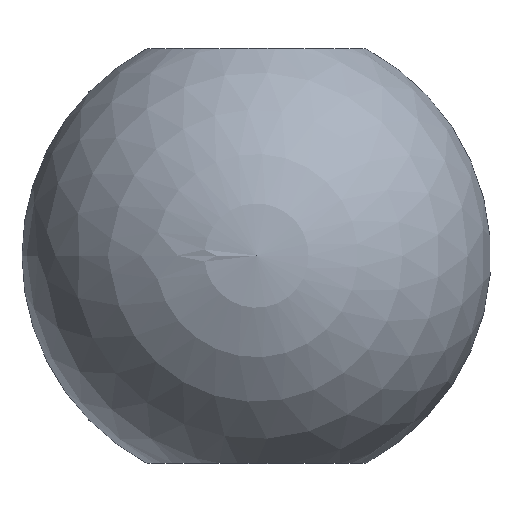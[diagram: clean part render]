
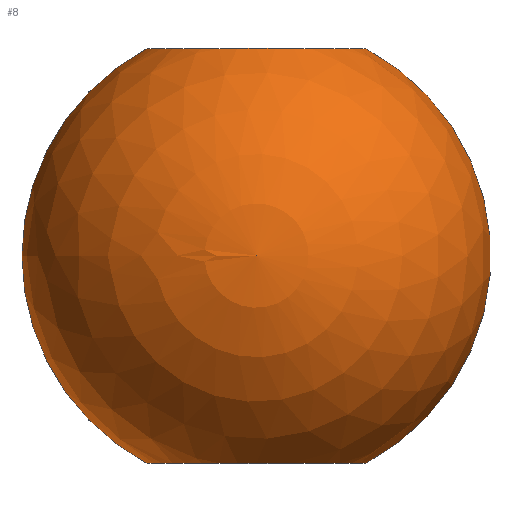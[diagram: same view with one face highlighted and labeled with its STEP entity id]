
A CAD part, top view. The second image highlights one B-rep face of the part: STEP entity #8.
In plain terms, the highlighted spherical face has radius 15 mm.
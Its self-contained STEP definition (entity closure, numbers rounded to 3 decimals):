
#1 = DIRECTION ( 'NONE',  ( 1., 0., 0. ) ) ;
#8 = ADVANCED_FACE ( 'NONE', ( #122 ), #165, .T. ) ;
#10 = DIRECTION ( 'NONE',  ( 0., 0., 1. ) ) ;
#23 = CIRCLE ( 'NONE', #171, 7. ) ;
#25 = CARTESIAN_POINT ( 'NONE',  ( 0., 0., 0. ) ) ;
#26 = VERTEX_POINT ( 'NONE', #149 ) ;
#30 = CARTESIAN_POINT ( 'NONE',  ( 7., -13.266, 0. ) ) ;
#36 = CARTESIAN_POINT ( 'NONE',  ( 7., 13.266, 0. ) ) ;
#41 = CARTESIAN_POINT ( 'NONE',  ( 0., 0., 0. ) ) ;
#47 = CARTESIAN_POINT ( 'NONE',  ( 0., -13.266, 0. ) ) ;
#60 = ORIENTED_EDGE ( 'NONE', *, *, #130, .F. ) ;
#69 = AXIS2_PLACEMENT_3D ( 'NONE', #25, #10, #72 ) ;
#71 = CARTESIAN_POINT ( 'NONE',  ( 0., 0., 0. ) ) ;
#72 = DIRECTION ( 'NONE',  ( 1., 0., 0. ) ) ;
#73 = VERTEX_POINT ( 'NONE', #30 ) ;
#74 = EDGE_CURVE ( 'NONE', #177, #73, #76, .T. ) ;
#76 = CIRCLE ( 'NONE', #79, 15. ) ;
#77 = DIRECTION ( 'NONE',  ( 0., -1., 0. ) ) ;
#79 = AXIS2_PLACEMENT_3D ( 'NONE', #71, #128, #183 ) ;
#80 = CARTESIAN_POINT ( 'NONE',  ( 0., 13.266, 0. ) ) ;
#84 = DIRECTION ( 'NONE',  ( 0., 0., -1. ) ) ;
#85 = AXIS2_PLACEMENT_3D ( 'NONE', #41, #84, #161 ) ;
#89 = CARTESIAN_POINT ( 'NONE',  ( -7., 13.266, 0. ) ) ;
#101 = CIRCLE ( 'NONE', #153, 7. ) ;
#108 = DIRECTION ( 'NONE',  ( 1., 0., 0. ) ) ;
#115 = EDGE_CURVE ( 'NONE', #178, #26, #133, .T. ) ;
#122 = FACE_OUTER_BOUND ( 'NONE', #184, .T. ) ;
#128 = DIRECTION ( 'NONE',  ( 0., 0., -1. ) ) ;
#130 = EDGE_CURVE ( 'NONE', #73, #26, #23, .T. ) ;
#133 = CIRCLE ( 'NONE', #69, 15. ) ;
#143 = EDGE_CURVE ( 'NONE', #177, #178, #101, .T. ) ;
#149 = CARTESIAN_POINT ( 'NONE',  ( -7., -13.266, 0. ) ) ;
#153 = AXIS2_PLACEMENT_3D ( 'NONE', #80, #156, #1 ) ;
#156 = DIRECTION ( 'NONE',  ( 0., -1., 0. ) ) ;
#161 = DIRECTION ( 'NONE',  ( -1., 0., 0. ) ) ;
#165 = SPHERICAL_SURFACE ( 'NONE', #85, 15. ) ;
#171 = AXIS2_PLACEMENT_3D ( 'NONE', #47, #77, #108 ) ;
#173 = ORIENTED_EDGE ( 'NONE', *, *, #143, .T. ) ;
#174 = ORIENTED_EDGE ( 'NONE', *, *, #115, .T. ) ;
#175 = ORIENTED_EDGE ( 'NONE', *, *, #74, .F. ) ;
#177 = VERTEX_POINT ( 'NONE', #36 ) ;
#178 = VERTEX_POINT ( 'NONE', #89 ) ;
#183 = DIRECTION ( 'NONE',  ( -1., 0., 0. ) ) ;
#184 = EDGE_LOOP ( 'NONE', ( #175, #173, #174, #60 ) ) ;
